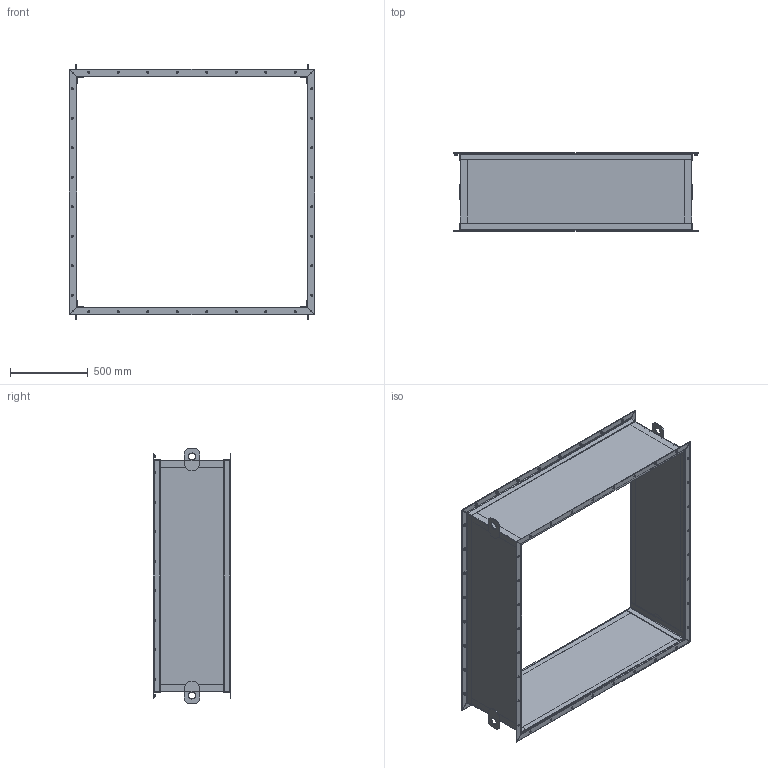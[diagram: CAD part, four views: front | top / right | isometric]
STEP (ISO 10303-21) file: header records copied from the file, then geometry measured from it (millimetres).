
FILE_DESCRIPTION (( 'STEP AP203' ), '1' );
FILE_NAME ('蹋200-04.03.01.000.STEP', '2025-11-30T08:24:24', ( '栫謾樥' ), ( '' ), 'SwSTEP 2.0', 'SolidWorks 2023', '' );
FILE_SCHEMA (( 'CONFIG_CONTROL_DESIGN' ));
Length unit declared in the file: millimetre
Products named in the file (7): БП200-04.03.01.103; БП200-04.03.01.000; Гайка M10 ГОСТ5915; БП200-04.03.01.100; БП200-04.03.01.102_По умолчаниюSM-FLAT-PATTERN; БП120-01.01.00.110; БП200-04.03.01.101_По умолчаниюSM-FLAT-PATTERN
Assembly tree (52 placements, depth 2):
  БП200-04.03.01.000
    БП200-04.03.01.100  x8
    БП200-04.03.01.101_По умолчаниюSM-FLAT-PATTERN  x2
    БП200-04.03.01.103  x4
    БП120-01.01.00.110  x4
    БП200-04.03.01.102_По умолчаниюSM-FLAT-PATTERN  x2
    Гайка M10 ГОСТ5915  x32
Bounding box: 1578 x 500 x 1638 mm (x, y, z)
Volume: 13706114.7 mm3; surface area: 8360911.1 mm2
Topology: 52 solids, 52 shells, 844 faces, 2156 edges, 1416 vertices
Faces by surface type: plane 416, cylinder 236, cone 192
Entity records: 4853 total; most frequent: CARTESIAN_POINT 773, DIRECTION 492, ORIENTED_EDGE 392, EDGE_CURVE 196, AXIS2_PLACEMENT_3D 185, CALENDAR_DATE 139, COORDINATED_UNIVERSAL_TIME_OFFSET 139, DATE_AND_TIME 139
